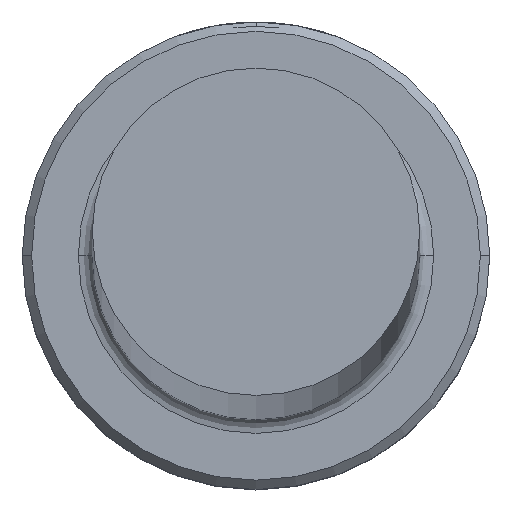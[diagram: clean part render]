
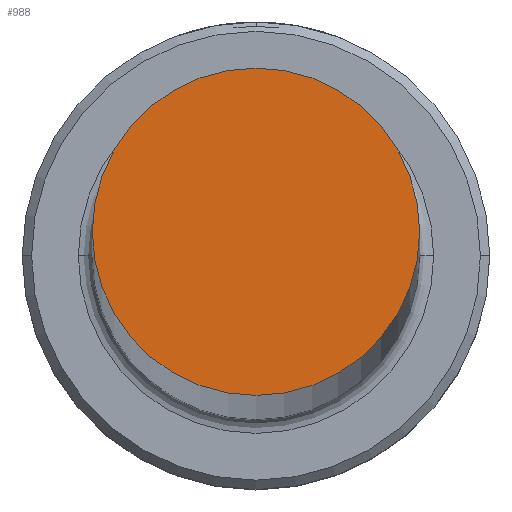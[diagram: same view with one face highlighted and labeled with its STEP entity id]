
A CAD part, top view. The second image highlights one B-rep face of the part: STEP entity #988.
In plain terms, the highlighted planar face has unit normal (0, 0, 1).
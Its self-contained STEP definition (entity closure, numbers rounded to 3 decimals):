
#28 = DIRECTION ( 'NONE',  ( 1., 0., 0. ) ) ;
#30 = CARTESIAN_POINT ( 'NONE',  ( 0., 0., 300. ) ) ;
#48 = CARTESIAN_POINT ( 'NONE',  ( 0., 0., 300. ) ) ;
#68 = AXIS2_PLACEMENT_3D ( 'NONE', #48, #232, #877 ) ;
#123 = DIRECTION ( 'NONE',  ( 1., 0., 0. ) ) ;
#133 = CARTESIAN_POINT ( 'NONE',  ( 3.5, 0., 300. ) ) ;
#137 = EDGE_LOOP ( 'NONE', ( #673, #660 ) ) ;
#138 = PLANE ( 'NONE',  #68 ) ;
#232 = DIRECTION ( 'NONE',  ( 0., 0., 1. ) ) ;
#404 = CIRCLE ( 'NONE', #756, 3.5 ) ;
#535 = AXIS2_PLACEMENT_3D ( 'NONE', #30, #662, #123 ) ;
#558 = DIRECTION ( 'NONE',  ( 0., 0., 1. ) ) ;
#660 = ORIENTED_EDGE ( 'NONE', *, *, #834, .T. ) ;
#662 = DIRECTION ( 'NONE',  ( 0., 0., 1. ) ) ;
#673 = ORIENTED_EDGE ( 'NONE', *, *, #1110, .T. ) ;
#756 = AXIS2_PLACEMENT_3D ( 'NONE', #1116, #558, #28 ) ;
#834 = EDGE_CURVE ( 'NONE', #921, #1155, #404, .T. ) ;
#869 = CARTESIAN_POINT ( 'NONE',  ( -3.5, 0., 300. ) ) ;
#877 = DIRECTION ( 'NONE',  ( 1., 0., 0. ) ) ;
#914 = CIRCLE ( 'NONE', #535, 3.5 ) ;
#921 = VERTEX_POINT ( 'NONE', #133 ) ;
#988 = ADVANCED_FACE ( 'NONE', ( #1061 ), #138, .T. ) ;
#1061 = FACE_OUTER_BOUND ( 'NONE', #137, .T. ) ;
#1110 = EDGE_CURVE ( 'NONE', #1155, #921, #914, .T. ) ;
#1116 = CARTESIAN_POINT ( 'NONE',  ( 0., 0., 300. ) ) ;
#1155 = VERTEX_POINT ( 'NONE', #869 ) ;
